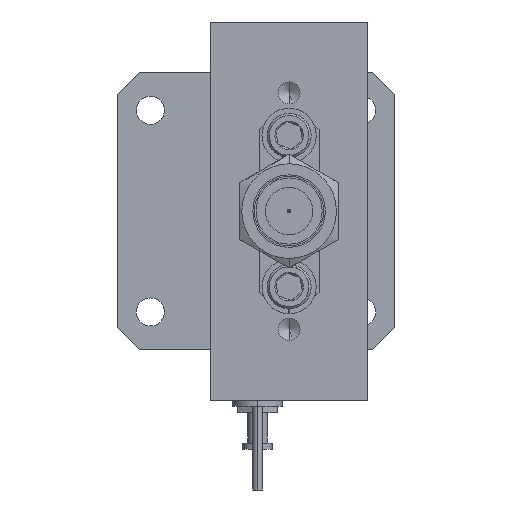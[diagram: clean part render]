
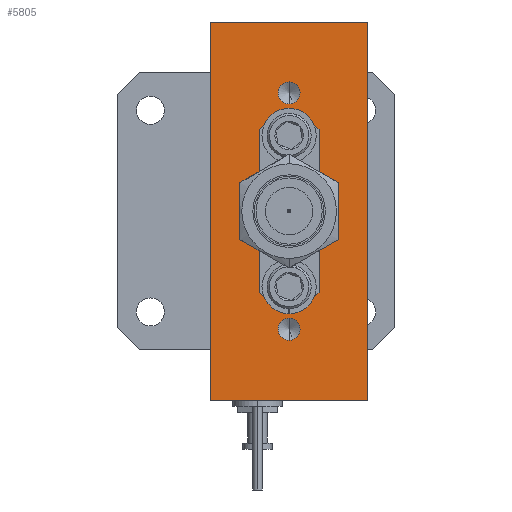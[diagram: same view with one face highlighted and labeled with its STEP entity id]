
A CAD part, left-side view. The second image highlights one B-rep face of the part: STEP entity #5805.
In plain terms, the highlighted planar face has unit normal (-1, 0, 0).
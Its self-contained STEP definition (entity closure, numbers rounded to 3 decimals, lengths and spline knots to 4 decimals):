
#550 = CARTESIAN_POINT ( 'NONE',  ( -0.6, 0.25, -0.34 ) ) ;
#729 = CARTESIAN_POINT ( 'NONE',  ( -0.6, 0., 0.6 ) ) ;
#1386 = CARTESIAN_POINT ( 'NONE',  ( -0.6, 0.25, -0.275 ) ) ;
#1431 = AXIS2_PLACEMENT_3D ( 'NONE', #24848, #13643, #10454 ) ;
#1484 = VERTEX_POINT ( 'NONE', #13004 ) ;
#2365 = EDGE_CURVE ( 'NONE', #20760, #30694, #16601, .T. ) ;
#3231 = CIRCLE ( 'NONE', #34418, 0.035 ) ;
#3892 = VECTOR ( 'NONE', #32729, 39.3701 ) ;
#4137 = ORIENTED_EDGE ( 'NONE', *, *, #24446, .T. ) ;
#4175 = FACE_BOUND ( 'NONE', #32838, .T. ) ;
#4299 = VECTOR ( 'NONE', #25127, 39.3701 ) ;
#5805 = ADVANCED_FACE ( 'NONE', ( #4175, #33033, #33515, #11712, #32606 ), #27750, .F. ) ;
#6848 = VECTOR ( 'NONE', #7199, 39.3701 ) ;
#7059 = LINE ( 'NONE', #21774, #35493 ) ;
#7199 = DIRECTION ( 'NONE',  ( 0., 0., 1. ) ) ;
#7250 = AXIS2_PLACEMENT_3D ( 'NONE', #21468, #18499, #10339 ) ;
#7650 = CIRCLE ( 'NONE', #27995, 0.035 ) ;
#7715 = DIRECTION ( 'NONE',  ( -1., 0., 0. ) ) ;
#7774 = DIRECTION ( 'NONE',  ( 0., 0., 1. ) ) ;
#8412 = CIRCLE ( 'NONE', #17985, 0.035 ) ;
#9082 = ORIENTED_EDGE ( 'NONE', *, *, #13872, .F. ) ;
#9959 = DIRECTION ( 'NONE',  ( -1., 0., 0. ) ) ;
#10040 = ORIENTED_EDGE ( 'NONE', *, *, #15993, .T. ) ;
#10060 = DIRECTION ( 'NONE',  ( 0., 0., 1. ) ) ;
#10339 = DIRECTION ( 'NONE',  ( 0., 0., 1. ) ) ;
#10454 = DIRECTION ( 'NONE',  ( 0., 0., 1. ) ) ;
#10545 = EDGE_CURVE ( 'NONE', #22085, #21248, #3231, .T. ) ;
#11144 = AXIS2_PLACEMENT_3D ( 'NONE', #19045, #33382, #7774 ) ;
#11438 = EDGE_CURVE ( 'NONE', #29769, #1484, #22284, .T. ) ;
#11712 = FACE_BOUND ( 'NONE', #29860, .T. ) ;
#11745 = DIRECTION ( 'NONE',  ( -1., 0., 0. ) ) ;
#13004 = CARTESIAN_POINT ( 'NONE',  ( -0.6, 0.25, 0.41 ) ) ;
#13643 = DIRECTION ( 'NONE',  ( -1., 0., 0. ) ) ;
#13726 = ORIENTED_EDGE ( 'NONE', *, *, #10545, .F. ) ;
#13841 = ORIENTED_EDGE ( 'NONE', *, *, #29029, .F. ) ;
#13859 = CARTESIAN_POINT ( 'NONE',  ( -0.6, 0.25, 0.205 ) ) ;
#13872 = EDGE_CURVE ( 'NONE', #20001, #19071, #7059, .T. ) ;
#13999 = CARTESIAN_POINT ( 'NONE',  ( -0.6, 0.5, -0.6 ) ) ;
#14042 = CARTESIAN_POINT ( 'NONE',  ( -0.6, 0.5, -0.6 ) ) ;
#14450 = CARTESIAN_POINT ( 'NONE',  ( -0.6, 0.25, -0.205 ) ) ;
#14458 = DIRECTION ( 'NONE',  ( -1., 0., 0. ) ) ;
#14729 = ORIENTED_EDGE ( 'NONE', *, *, #30686, .F. ) ;
#15744 = VERTEX_POINT ( 'NONE', #18270 ) ;
#15993 = EDGE_CURVE ( 'NONE', #20001, #15744, #22470, .T. ) ;
#16601 = CIRCLE ( 'NONE', #1431, 0.035 ) ;
#17313 = DIRECTION ( 'NONE',  ( 0., 0., 1. ) ) ;
#17606 = EDGE_CURVE ( 'NONE', #32736, #21296, #34448, .T. ) ;
#17738 = EDGE_LOOP ( 'NONE', ( #13726, #13841 ) ) ;
#17985 = AXIS2_PLACEMENT_3D ( 'NONE', #24361, #7715, #27450 ) ;
#18004 = ORIENTED_EDGE ( 'NONE', *, *, #34050, .F. ) ;
#18270 = CARTESIAN_POINT ( 'NONE',  ( -0.6, 0., -0.6 ) ) ;
#18381 = ORIENTED_EDGE ( 'NONE', *, *, #17606, .F. ) ;
#18499 = DIRECTION ( 'NONE',  ( -1., 0., 0. ) ) ;
#18935 = LINE ( 'NONE', #26999, #3892 ) ;
#19045 = CARTESIAN_POINT ( 'NONE',  ( -0.6, 0.25, 0.375 ) ) ;
#19049 = ORIENTED_EDGE ( 'NONE', *, *, #34148, .F. ) ;
#19071 = VERTEX_POINT ( 'NONE', #27968 ) ;
#19142 = ORIENTED_EDGE ( 'NONE', *, *, #11438, .F. ) ;
#20001 = VERTEX_POINT ( 'NONE', #13999 ) ;
#20326 = EDGE_CURVE ( 'NONE', #21296, #32736, #7650, .T. ) ;
#20399 = CARTESIAN_POINT ( 'NONE',  ( -0.6, 0.25, -0.24 ) ) ;
#20760 = VERTEX_POINT ( 'NONE', #550 ) ;
#21248 = VERTEX_POINT ( 'NONE', #13859 ) ;
#21285 = EDGE_LOOP ( 'NONE', ( #21448, #19049 ) ) ;
#21296 = VERTEX_POINT ( 'NONE', #14450 ) ;
#21443 = CARTESIAN_POINT ( 'NONE',  ( -0.6, 0.25, -0.24 ) ) ;
#21448 = ORIENTED_EDGE ( 'NONE', *, *, #2365, .F. ) ;
#21468 = CARTESIAN_POINT ( 'NONE',  ( -0.6, 0.25, 0.375 ) ) ;
#21774 = CARTESIAN_POINT ( 'NONE',  ( -0.6, 0.5, 0.6 ) ) ;
#21991 = ORIENTED_EDGE ( 'NONE', *, *, #20326, .F. ) ;
#22085 = VERTEX_POINT ( 'NONE', #23622 ) ;
#22284 = CIRCLE ( 'NONE', #11144, 0.035 ) ;
#22359 = AXIS2_PLACEMENT_3D ( 'NONE', #21443, #29807, #10060 ) ;
#22470 = LINE ( 'NONE', #14042, #4299 ) ;
#23142 = DIRECTION ( 'NONE',  ( 0., 0., 1. ) ) ;
#23622 = CARTESIAN_POINT ( 'NONE',  ( -0.6, 0.25, 0.275 ) ) ;
#24361 = CARTESIAN_POINT ( 'NONE',  ( -0.6, 0.25, 0.24 ) ) ;
#24398 = AXIS2_PLACEMENT_3D ( 'NONE', #32823, #9959, #30219 ) ;
#24446 = EDGE_CURVE ( 'NONE', #15744, #26720, #28597, .T. ) ;
#24848 = CARTESIAN_POINT ( 'NONE',  ( -0.6, 0.25, -0.375 ) ) ;
#25127 = DIRECTION ( 'NONE',  ( 0., -1., 0. ) ) ;
#25281 = CARTESIAN_POINT ( 'NONE',  ( -0.6, 0.5, 0.6 ) ) ;
#26720 = VERTEX_POINT ( 'NONE', #729 ) ;
#26999 = CARTESIAN_POINT ( 'NONE',  ( -0.6, 0.5, 0.6 ) ) ;
#27025 = CARTESIAN_POINT ( 'NONE',  ( -0.6, 0.25, 0.34 ) ) ;
#27450 = DIRECTION ( 'NONE',  ( 0., 0., 1. ) ) ;
#27750 = PLANE ( 'NONE',  #29047 ) ;
#27968 = CARTESIAN_POINT ( 'NONE',  ( -0.6, 0.5, 0.6 ) ) ;
#27995 = AXIS2_PLACEMENT_3D ( 'NONE', #20399, #11745, #23142 ) ;
#28125 = DIRECTION ( 'NONE',  ( 0., 0., -1. ) ) ;
#28597 = LINE ( 'NONE', #32907, #6848 ) ;
#29029 = EDGE_CURVE ( 'NONE', #21248, #22085, #8412, .T. ) ;
#29047 = AXIS2_PLACEMENT_3D ( 'NONE', #25281, #30515, #28125 ) ;
#29769 = VERTEX_POINT ( 'NONE', #27025 ) ;
#29807 = DIRECTION ( 'NONE',  ( -1., 0., 0. ) ) ;
#29860 = EDGE_LOOP ( 'NONE', ( #18004, #19142 ) ) ;
#30219 = DIRECTION ( 'NONE',  ( 0., 0., 1. ) ) ;
#30515 = DIRECTION ( 'NONE',  ( 1., 0., 0. ) ) ;
#30686 = EDGE_CURVE ( 'NONE', #19071, #26720, #18935, .T. ) ;
#30694 = VERTEX_POINT ( 'NONE', #32963 ) ;
#31104 = EDGE_LOOP ( 'NONE', ( #4137, #14729, #9082, #10040 ) ) ;
#31463 = CIRCLE ( 'NONE', #24398, 0.035 ) ;
#31918 = CARTESIAN_POINT ( 'NONE',  ( -0.6, 0.25, 0.24 ) ) ;
#32492 = CIRCLE ( 'NONE', #7250, 0.035 ) ;
#32606 = FACE_OUTER_BOUND ( 'NONE', #31104, .T. ) ;
#32729 = DIRECTION ( 'NONE',  ( 0., -1., 0. ) ) ;
#32736 = VERTEX_POINT ( 'NONE', #1386 ) ;
#32823 = CARTESIAN_POINT ( 'NONE',  ( -0.6, 0.25, -0.375 ) ) ;
#32838 = EDGE_LOOP ( 'NONE', ( #21991, #18381 ) ) ;
#32907 = CARTESIAN_POINT ( 'NONE',  ( -0.6, 0., 0.6 ) ) ;
#32963 = CARTESIAN_POINT ( 'NONE',  ( -0.6, 0.25, -0.41 ) ) ;
#33033 = FACE_BOUND ( 'NONE', #17738, .T. ) ;
#33382 = DIRECTION ( 'NONE',  ( -1., 0., 0. ) ) ;
#33515 = FACE_BOUND ( 'NONE', #21285, .T. ) ;
#34050 = EDGE_CURVE ( 'NONE', #1484, #29769, #32492, .T. ) ;
#34148 = EDGE_CURVE ( 'NONE', #30694, #20760, #31463, .T. ) ;
#34418 = AXIS2_PLACEMENT_3D ( 'NONE', #31918, #14458, #17313 ) ;
#34448 = CIRCLE ( 'NONE', #22359, 0.035 ) ;
#35493 = VECTOR ( 'NONE', #36477, 39.3701 ) ;
#36477 = DIRECTION ( 'NONE',  ( 0., 0., 1. ) ) ;
